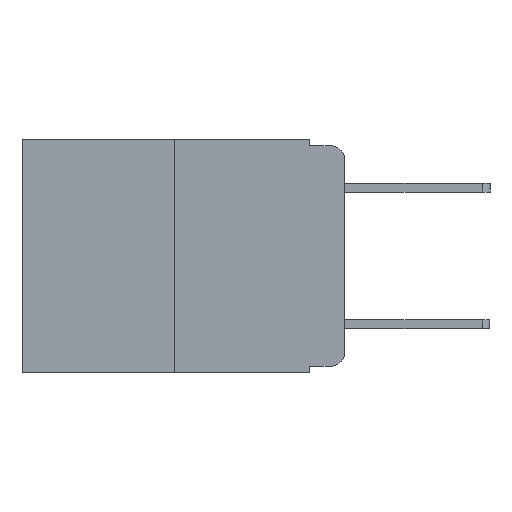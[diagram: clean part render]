
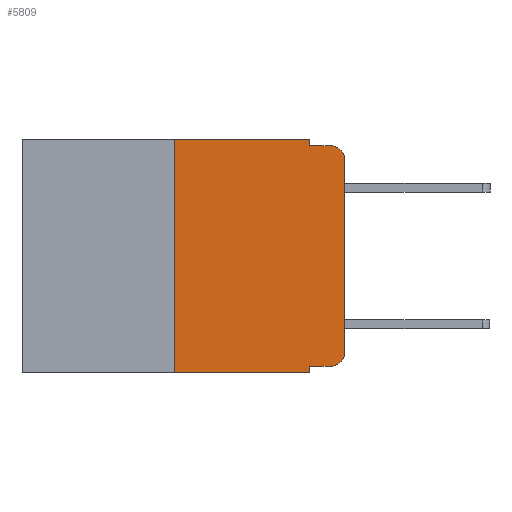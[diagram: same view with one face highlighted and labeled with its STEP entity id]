
A CAD part, left-side view. The second image highlights one B-rep face of the part: STEP entity #5809.
In plain terms, the highlighted planar face has unit normal (-1, 0, 0).
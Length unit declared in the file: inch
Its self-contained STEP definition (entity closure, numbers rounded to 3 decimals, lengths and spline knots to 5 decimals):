
#27 = LINE ( 'NONE', #8756, #9650 ) ;
#274 = EDGE_CURVE ( 'NONE', #3163, #6347, #6134, .T. ) ;
#297 = CARTESIAN_POINT ( 'NONE',  ( 0., 0.051, -0.333 ) ) ;
#395 = EDGE_CURVE ( 'NONE', #6751, #11848, #7427, .T. ) ;
#412 = VERTEX_POINT ( 'NONE', #1679 ) ;
#491 = ORIENTED_EDGE ( 'NONE', *, *, #4354, .F. ) ;
#580 = FACE_OUTER_BOUND ( 'NONE', #6541, .T. ) ;
#754 = EDGE_CURVE ( 'NONE', #6347, #9973, #6126, .T. ) ;
#769 = LINE ( 'NONE', #11480, #10095 ) ;
#1047 = CARTESIAN_POINT ( 'NONE',  ( 0., 0.25, -0.343 ) ) ;
#1160 = CARTESIAN_POINT ( 'NONE',  ( 0., 0.051, -0.01 ) ) ;
#1597 = ORIENTED_EDGE ( 'NONE', *, *, #8722, .T. ) ;
#1679 = CARTESIAN_POINT ( 'NONE',  ( 0., 0.051, -0.333 ) ) ;
#2251 = LINE ( 'NONE', #5053, #2529 ) ;
#2429 = CARTESIAN_POINT ( 'NONE',  ( 0., 0.473, 0. ) ) ;
#2487 = CIRCLE ( 'NONE', #5274, 0.02 ) ;
#2492 = VECTOR ( 'NONE', #11248, 39.37008 ) ;
#2529 = VECTOR ( 'NONE', #11493, 39.37008 ) ;
#2825 = AXIS2_PLACEMENT_3D ( 'NONE', #3988, #10461, #4937 ) ;
#3099 = CARTESIAN_POINT ( 'NONE',  ( 0., 0., -0.03 ) ) ;
#3163 = VERTEX_POINT ( 'NONE', #6614 ) ;
#3381 = EDGE_CURVE ( 'NONE', #412, #8472, #6075, .T. ) ;
#3534 = VERTEX_POINT ( 'NONE', #3925 ) ;
#3666 = VECTOR ( 'NONE', #8694, 39.37008 ) ;
#3925 = CARTESIAN_POINT ( 'NONE',  ( 0., 0.02, -0.01 ) ) ;
#3988 = CARTESIAN_POINT ( 'NONE',  ( 0., 0.02, -0.313 ) ) ;
#3996 = ORIENTED_EDGE ( 'NONE', *, *, #3381, .T. ) ;
#4250 = EDGE_CURVE ( 'NONE', #6633, #6904, #769, .T. ) ;
#4304 = DIRECTION ( 'NONE',  ( 1., 0., 0. ) ) ;
#4354 = EDGE_CURVE ( 'NONE', #9973, #3534, #9212, .T. ) ;
#4543 = EDGE_CURVE ( 'NONE', #6751, #3163, #27, .T. ) ;
#4779 = CARTESIAN_POINT ( 'NONE',  ( 0., 0.02, -0.03 ) ) ;
#4937 = DIRECTION ( 'NONE',  ( 0., 0., -1. ) ) ;
#5033 = EDGE_CURVE ( 'NONE', #412, #11848, #2251, .T. ) ;
#5053 = CARTESIAN_POINT ( 'NONE',  ( 0., 0.051, 0. ) ) ;
#5274 = AXIS2_PLACEMENT_3D ( 'NONE', #4779, #11241, #5726 ) ;
#5387 = ORIENTED_EDGE ( 'NONE', *, *, #5033, .F. ) ;
#5726 = DIRECTION ( 'NONE',  ( 0., 0., -1. ) ) ;
#5805 = AXIS2_PLACEMENT_3D ( 'NONE', #2429, #4304, #10774 ) ;
#5809 = ADVANCED_FACE ( 'NONE', ( #580 ), #10737, .F. ) ;
#6035 = DIRECTION ( 'NONE',  ( 0., 0., 1. ) ) ;
#6075 = LINE ( 'NONE', #297, #10687 ) ;
#6126 = LINE ( 'NONE', #8984, #8291 ) ;
#6134 = LINE ( 'NONE', #8734, #3666 ) ;
#6347 = VERTEX_POINT ( 'NONE', #11616 ) ;
#6374 = ORIENTED_EDGE ( 'NONE', *, *, #754, .F. ) ;
#6541 = EDGE_LOOP ( 'NONE', ( #9918, #11541, #491, #6374, #11132, #7001, #10689, #5387, #3996, #1597 ) ) ;
#6614 = CARTESIAN_POINT ( 'NONE',  ( 0., 0.25, 0. ) ) ;
#6620 = CARTESIAN_POINT ( 'NONE',  ( 0., 0.051, -0.343 ) ) ;
#6633 = VERTEX_POINT ( 'NONE', #9220 ) ;
#6751 = VERTEX_POINT ( 'NONE', #1047 ) ;
#6760 = VECTOR ( 'NONE', #9990, 39.37008 ) ;
#6904 = VERTEX_POINT ( 'NONE', #3099 ) ;
#7001 = ORIENTED_EDGE ( 'NONE', *, *, #4543, .F. ) ;
#7220 = CARTESIAN_POINT ( 'NONE',  ( 0., 0.473, -0.343 ) ) ;
#7348 = DIRECTION ( 'NONE',  ( 0., 0., 1. ) ) ;
#7364 = EDGE_CURVE ( 'NONE', #6904, #3534, #2487, .T. ) ;
#7427 = LINE ( 'NONE', #7220, #2492 ) ;
#8291 = VECTOR ( 'NONE', #10466, 39.37008 ) ;
#8472 = VERTEX_POINT ( 'NONE', #11860 ) ;
#8694 = DIRECTION ( 'NONE',  ( 0., -1., 0. ) ) ;
#8722 = EDGE_CURVE ( 'NONE', #8472, #6633, #11441, .T. ) ;
#8734 = CARTESIAN_POINT ( 'NONE',  ( 0., 0.473, 0. ) ) ;
#8756 = CARTESIAN_POINT ( 'NONE',  ( 0., 0.25, 0. ) ) ;
#8984 = CARTESIAN_POINT ( 'NONE',  ( 0., 0.051, 0. ) ) ;
#9212 = LINE ( 'NONE', #10035, #6760 ) ;
#9220 = CARTESIAN_POINT ( 'NONE',  ( 0., 0., -0.313 ) ) ;
#9650 = VECTOR ( 'NONE', #6035, 39.37008 ) ;
#9918 = ORIENTED_EDGE ( 'NONE', *, *, #4250, .T. ) ;
#9973 = VERTEX_POINT ( 'NONE', #1160 ) ;
#9990 = DIRECTION ( 'NONE',  ( 0., -1., 0. ) ) ;
#10035 = CARTESIAN_POINT ( 'NONE',  ( 0., 0.051, -0.01 ) ) ;
#10095 = VECTOR ( 'NONE', #7348, 39.37008 ) ;
#10461 = DIRECTION ( 'NONE',  ( -1., 0., 0. ) ) ;
#10466 = DIRECTION ( 'NONE',  ( 0., 0., -1. ) ) ;
#10687 = VECTOR ( 'NONE', #11400, 39.37008 ) ;
#10689 = ORIENTED_EDGE ( 'NONE', *, *, #395, .T. ) ;
#10737 = PLANE ( 'NONE',  #5805 ) ;
#10774 = DIRECTION ( 'NONE',  ( 0., 0., -1. ) ) ;
#11132 = ORIENTED_EDGE ( 'NONE', *, *, #274, .F. ) ;
#11241 = DIRECTION ( 'NONE',  ( -1., 0., 0. ) ) ;
#11248 = DIRECTION ( 'NONE',  ( 0., -1., 0. ) ) ;
#11400 = DIRECTION ( 'NONE',  ( 0., -1., 0. ) ) ;
#11441 = CIRCLE ( 'NONE', #2825, 0.02 ) ;
#11480 = CARTESIAN_POINT ( 'NONE',  ( 0., 0., 0. ) ) ;
#11493 = DIRECTION ( 'NONE',  ( 0., 0., -1. ) ) ;
#11541 = ORIENTED_EDGE ( 'NONE', *, *, #7364, .T. ) ;
#11616 = CARTESIAN_POINT ( 'NONE',  ( 0., 0.051, 0. ) ) ;
#11848 = VERTEX_POINT ( 'NONE', #6620 ) ;
#11860 = CARTESIAN_POINT ( 'NONE',  ( 0., 0.02, -0.333 ) ) ;
